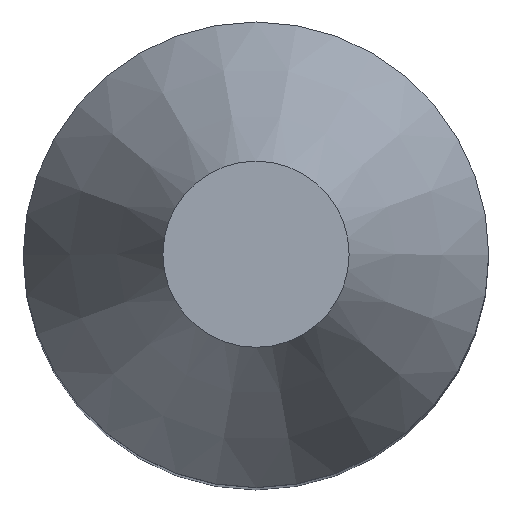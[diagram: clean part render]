
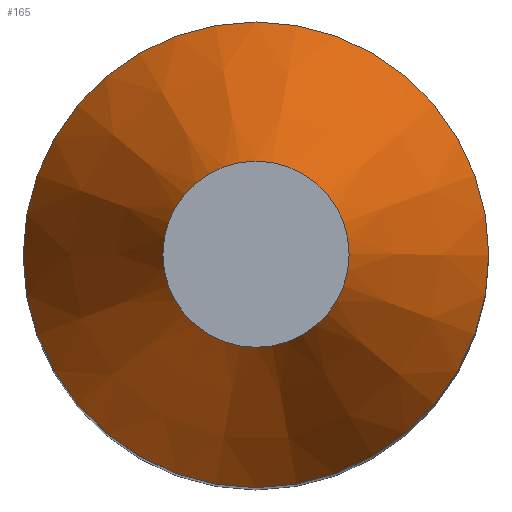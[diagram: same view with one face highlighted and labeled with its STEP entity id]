
A CAD part, top view. The second image highlights one B-rep face of the part: STEP entity #165.
In plain terms, the highlighted conical face has half-angle 24.228 degrees and reference radius 1.2 mm.
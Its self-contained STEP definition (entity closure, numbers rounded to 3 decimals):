
#16=CONICAL_SURFACE('',#210,1.2,0.423);
#21=LINE('',#316,#26);
#26=VECTOR('',#267,1.2);
#43=FACE_OUTER_BOUND('',#58,.T.);
#58=EDGE_LOOP('',(#145,#146,#147,#148));
#73=CIRCLE('',#209,3.);
#74=CIRCLE('',#211,1.2);
#88=VERTEX_POINT('',#312);
#89=VERTEX_POINT('',#315);
#107=EDGE_CURVE('',#88,#88,#73,.T.);
#108=EDGE_CURVE('',#88,#89,#21,.T.);
#109=EDGE_CURVE('',#89,#89,#74,.T.);
#145=ORIENTED_EDGE('',*,*,#107,.T.);
#146=ORIENTED_EDGE('',*,*,#108,.T.);
#147=ORIENTED_EDGE('',*,*,#109,.F.);
#148=ORIENTED_EDGE('',*,*,#108,.F.);
#165=ADVANCED_FACE('',(#43),#16,.T.);
#209=AXIS2_PLACEMENT_3D('',#313,#263,#264);
#210=AXIS2_PLACEMENT_3D('',#314,#265,#266);
#211=AXIS2_PLACEMENT_3D('',#317,#268,#269);
#263=DIRECTION('center_axis',(0.,0.,1.));
#264=DIRECTION('ref_axis',(1.,0.,0.));
#265=DIRECTION('center_axis',(0.,0.,-1.));
#266=DIRECTION('ref_axis',(-1.,0.,0.));
#267=DIRECTION('',(-0.41,0.,0.912));
#268=DIRECTION('center_axis',(0.,0.,1.));
#269=DIRECTION('ref_axis',(1.,0.,0.));
#312=CARTESIAN_POINT('',(3.,0.,17.));
#313=CARTESIAN_POINT('Origin',(0.,0.,17.));
#314=CARTESIAN_POINT('Origin',(0.,0.,21.));
#315=CARTESIAN_POINT('',(1.2,0.,21.));
#316=CARTESIAN_POINT('',(1.2,0.,21.));
#317=CARTESIAN_POINT('Origin',(0.,0.,21.));
